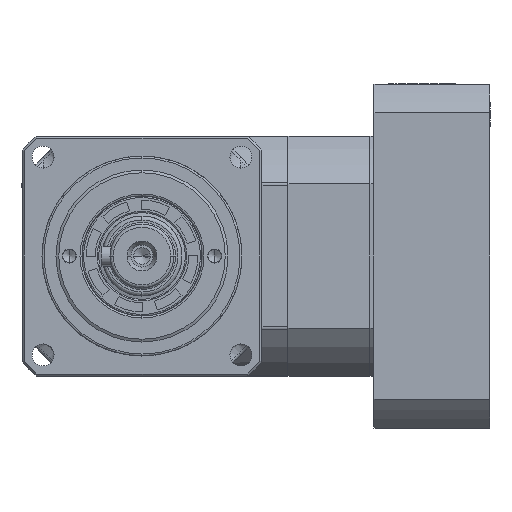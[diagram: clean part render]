
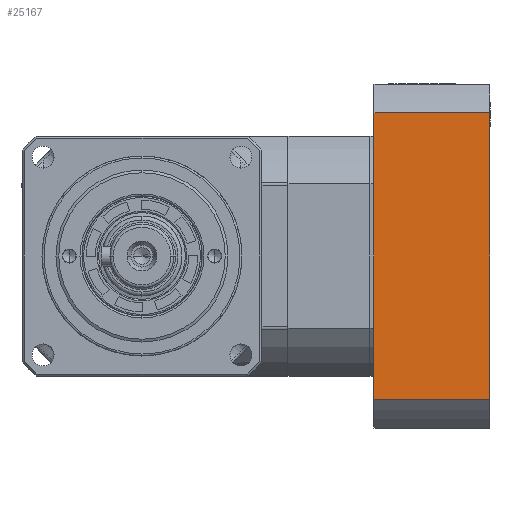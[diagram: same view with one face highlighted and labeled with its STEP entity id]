
A CAD part, left-side view. The second image highlights one B-rep face of the part: STEP entity #25167.
In plain terms, the highlighted planar face has unit normal (-1, 0, 0).
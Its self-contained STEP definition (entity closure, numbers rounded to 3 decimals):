
#183 = VERTEX_POINT ( 'NONE', #18523 ) ;
#2162 = CARTESIAN_POINT ( 'NONE',  ( -51.347, -0.833, 26.5 ) ) ;
#2202 = ORIENTED_EDGE ( 'NONE', *, *, #19003, .T. ) ;
#2390 = CARTESIAN_POINT ( 'NONE',  ( -51.347, -45.833, 30.625 ) ) ;
#3286 = FACE_OUTER_BOUND ( 'NONE', #10403, .T. ) ;
#3790 = VECTOR ( 'NONE', #20894, 1000. ) ;
#4434 = DIRECTION ( 'NONE',  ( 0., 0., 1. ) ) ;
#5968 = ORIENTED_EDGE ( 'NONE', *, *, #24266, .F. ) ;
#6666 = EDGE_CURVE ( 'NONE', #8214, #26782, #14926, .T. ) ;
#7315 = CARTESIAN_POINT ( 'NONE',  ( -51.347, -45.833, 102.375 ) ) ;
#8214 = VERTEX_POINT ( 'NONE', #20481 ) ;
#10403 = EDGE_LOOP ( 'NONE', ( #10644, #21893, #2202, #5968 ) ) ;
#10644 = ORIENTED_EDGE ( 'NONE', *, *, #6666, .F. ) ;
#11199 = DIRECTION ( 'NONE',  ( 0., 1., 0. ) ) ;
#12316 = CARTESIAN_POINT ( 'NONE',  ( -51.347, -47.833, 102.375 ) ) ;
#12750 = DIRECTION ( 'NONE',  ( 0., 0., 1. ) ) ;
#14025 = VECTOR ( 'NONE', #11199, 1000. ) ;
#14485 = LINE ( 'NONE', #2390, #14025 ) ;
#14924 = CARTESIAN_POINT ( 'NONE',  ( -51.347, -76.833, 30.625 ) ) ;
#14926 = LINE ( 'NONE', #20857, #3790 ) ;
#16168 = DIRECTION ( 'NONE',  ( 0., -1., 0. ) ) ;
#16540 = LINE ( 'NONE', #28549, #25933 ) ;
#17518 = VERTEX_POINT ( 'NONE', #14924 ) ;
#17773 = DIRECTION ( 'NONE',  ( -1., 0., 0. ) ) ;
#18523 = CARTESIAN_POINT ( 'NONE',  ( -51.347, -76.833, 102.375 ) ) ;
#19003 = EDGE_CURVE ( 'NONE', #17518, #183, #16540, .T. ) ;
#20481 = CARTESIAN_POINT ( 'NONE',  ( -51.347, -47.833, 30.625 ) ) ;
#20857 = CARTESIAN_POINT ( 'NONE',  ( -51.347, -47.833, 66.5 ) ) ;
#20894 = DIRECTION ( 'NONE',  ( 0., 0., 1. ) ) ;
#21893 = ORIENTED_EDGE ( 'NONE', *, *, #24631, .F. ) ;
#22614 = AXIS2_PLACEMENT_3D ( 'NONE', #2162, #17773, #4434 ) ;
#24266 = EDGE_CURVE ( 'NONE', #26782, #183, #26932, .T. ) ;
#24631 = EDGE_CURVE ( 'NONE', #17518, #8214, #14485, .T. ) ;
#25167 = ADVANCED_FACE ( 'NONE', ( #3286 ), #26473, .T. ) ;
#25933 = VECTOR ( 'NONE', #12750, 1000. ) ;
#26176 = VECTOR ( 'NONE', #16168, 1000. ) ;
#26473 = PLANE ( 'NONE',  #22614 ) ;
#26782 = VERTEX_POINT ( 'NONE', #12316 ) ;
#26932 = LINE ( 'NONE', #7315, #26176 ) ;
#28549 = CARTESIAN_POINT ( 'NONE',  ( -51.347, -76.833, 26.5 ) ) ;
